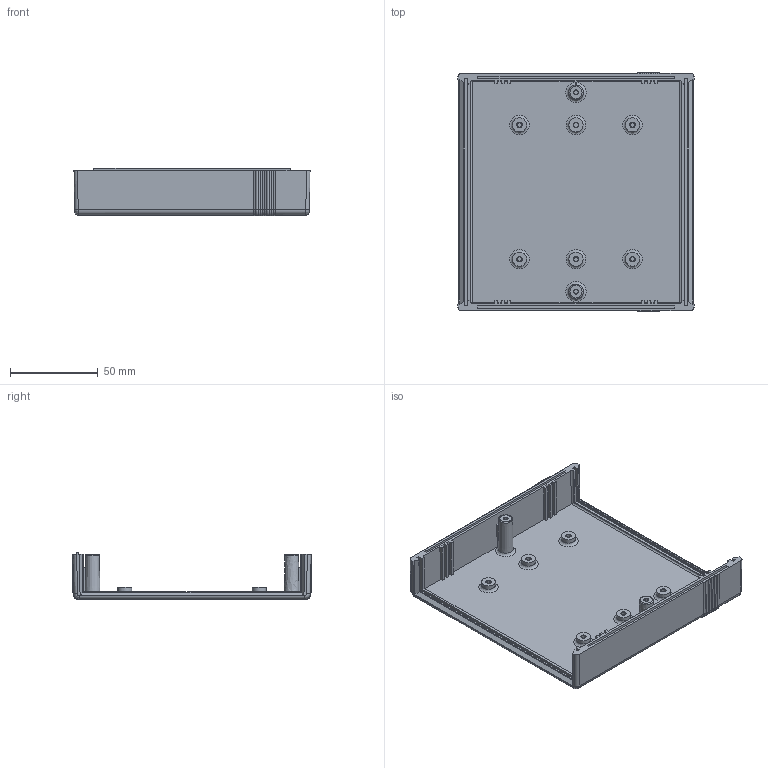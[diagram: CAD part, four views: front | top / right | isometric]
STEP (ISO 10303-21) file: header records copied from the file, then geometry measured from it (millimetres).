
FILE_DESCRIPTION((''),'2;1');
FILE_NAME('1598B Top.stp','2006-10-16T15:41:59',('rboehler'),(''),'Autodesk Inventor 11','Autodesk Inventor 11','');
FILE_SCHEMA(('AUTOMOTIVE_DESIGN { 1 0 10303 214 1 1 1 1 }'));
Length unit declared in the file: millimetre
Products named in the file (1): 1598B Top
Bounding box: 134.3 x 136.2 x 27.25 mm (x, y, z)
Volume: 79893.4 mm3; surface area: 55220 mm2
Topology: 1 solids, 1 shells, 293 faces, 688 edges, 413 vertices
Faces by surface type: plane 121, bspline 119, cylinder 41, torus 10, cone 2
Full cylindrical faces by diameter (mm): 2.34 x1, 2.6 x3, 8 x3
Entity records: 9653 total; most frequent: CARTESIAN_POINT 3544, ORIENTED_EDGE 1304, DIRECTION 1092, EDGE_CURVE 652, VECTOR 464, LINE 464, VERTEX_POINT 410, EDGE_LOOP 340
